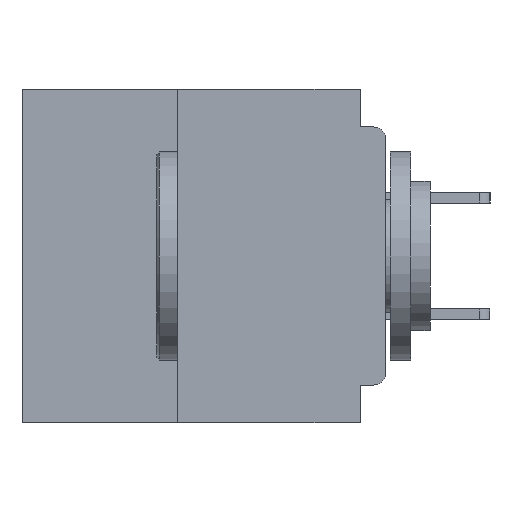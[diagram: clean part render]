
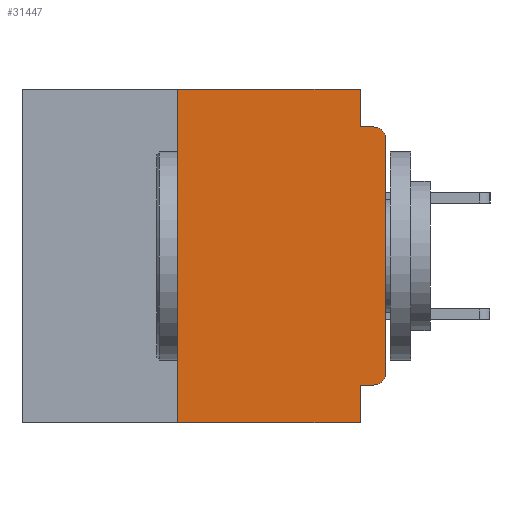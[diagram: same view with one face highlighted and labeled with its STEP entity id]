
A CAD part, left-side view. The second image highlights one B-rep face of the part: STEP entity #31447.
In plain terms, the highlighted planar face has unit normal (-1, 0, 0).
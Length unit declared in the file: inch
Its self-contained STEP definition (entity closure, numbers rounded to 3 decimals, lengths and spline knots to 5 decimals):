
#462 = AXIS2_PLACEMENT_3D ( 'NONE', #23715, #53276, #27947 ) ;
#1540 = CARTESIAN_POINT ( 'NONE',  ( 0., 0.031, 0. ) ) ;
#2313 = DIRECTION ( 'NONE',  ( 0., -1., 0. ) ) ;
#2497 = DIRECTION ( 'NONE',  ( 0., 1., 0. ) ) ;
#3737 = VERTEX_POINT ( 'NONE', #28412 ) ;
#3933 = DIRECTION ( 'NONE',  ( -1., 0., 0. ) ) ;
#4379 = PLANE ( 'NONE',  #16714 ) ;
#4626 = CARTESIAN_POINT ( 'NONE',  ( 0., 0., 0. ) ) ;
#4666 = CARTESIAN_POINT ( 'NONE',  ( 0., 0.015, -0.045 ) ) ;
#6947 = VERTEX_POINT ( 'NONE', #28667 ) ;
#7050 = EDGE_CURVE ( 'NONE', #3737, #11709, #27359, .T. ) ;
#8051 = VECTOR ( 'NONE', #13135, 39.37008 ) ;
#8291 = ORIENTED_EDGE ( 'NONE', *, *, #42441, .F. ) ;
#8516 = EDGE_CURVE ( 'NONE', #52094, #22933, #9527, .T. ) ;
#8684 = DIRECTION ( 'NONE',  ( 1., 0., 0. ) ) ;
#9527 = LINE ( 'NONE', #1540, #20980 ) ;
#11709 = VERTEX_POINT ( 'NONE', #50746 ) ;
#11819 = VERTEX_POINT ( 'NONE', #4666 ) ;
#13135 = DIRECTION ( 'NONE',  ( 0., 0., 1. ) ) ;
#14322 = EDGE_CURVE ( 'NONE', #35660, #40899, #22395, .T. ) ;
#15335 = CARTESIAN_POINT ( 'NONE',  ( 0., 0., -0.355 ) ) ;
#15968 = ORIENTED_EDGE ( 'NONE', *, *, #17175, .T. ) ;
#16372 = DIRECTION ( 'NONE',  ( 0., -1., 0. ) ) ;
#16714 = AXIS2_PLACEMENT_3D ( 'NONE', #21495, #8684, #38575 ) ;
#16765 = EDGE_CURVE ( 'NONE', #22933, #11819, #22733, .T. ) ;
#17056 = VECTOR ( 'NONE', #31157, 39.37008 ) ;
#17175 = EDGE_CURVE ( 'NONE', #35660, #6947, #27983, .T. ) ;
#18863 = ORIENTED_EDGE ( 'NONE', *, *, #22910, .F. ) ;
#19118 = DIRECTION ( 'NONE',  ( 0., -1., 0. ) ) ;
#19666 = AXIS2_PLACEMENT_3D ( 'NONE', #29594, #3933, #33905 ) ;
#20365 = VERTEX_POINT ( 'NONE', #44331 ) ;
#20980 = VECTOR ( 'NONE', #27034, 39.37008 ) ;
#21495 = CARTESIAN_POINT ( 'NONE',  ( 0., 0.437, 0. ) ) ;
#22326 = EDGE_LOOP ( 'NONE', ( #46280, #31278, #36391, #38052, #46823, #36921, #15968, #18863, #8291, #54559 ) ) ;
#22395 = LINE ( 'NONE', #29923, #54790 ) ;
#22399 = VECTOR ( 'NONE', #2497, 39.37008 ) ;
#22733 = LINE ( 'NONE', #46045, #32709 ) ;
#22910 = EDGE_CURVE ( 'NONE', #20365, #6947, #39706, .T. ) ;
#22933 = VERTEX_POINT ( 'NONE', #44104 ) ;
#23715 = CARTESIAN_POINT ( 'NONE',  ( 0., 0.015, -0.06 ) ) ;
#24572 = FACE_OUTER_BOUND ( 'NONE', #22326, .T. ) ;
#27034 = DIRECTION ( 'NONE',  ( 0., 0., -1. ) ) ;
#27328 = CARTESIAN_POINT ( 'NONE',  ( 0., 0., -0.06 ) ) ;
#27359 = CIRCLE ( 'NONE', #19666, 0.015 ) ;
#27947 = DIRECTION ( 'NONE',  ( 0., 0., -1. ) ) ;
#27976 = CARTESIAN_POINT ( 'NONE',  ( 0., 0.437, 0. ) ) ;
#27983 = LINE ( 'NONE', #40308, #36656 ) ;
#28412 = CARTESIAN_POINT ( 'NONE',  ( 0., 0.015, -0.355 ) ) ;
#28667 = CARTESIAN_POINT ( 'NONE',  ( 0., 0.031, -0.4 ) ) ;
#29594 = CARTESIAN_POINT ( 'NONE',  ( 0., 0.015, -0.34 ) ) ;
#29923 = CARTESIAN_POINT ( 'NONE',  ( 0., 0.25, -0.4 ) ) ;
#31157 = DIRECTION ( 'NONE',  ( 0., 0., -1. ) ) ;
#31278 = ORIENTED_EDGE ( 'NONE', *, *, #50886, .T. ) ;
#31447 = ADVANCED_FACE ( 'NONE', ( #24572 ), #4379, .F. ) ;
#32709 = VECTOR ( 'NONE', #16372, 39.37008 ) ;
#33716 = LINE ( 'NONE', #15335, #22399 ) ;
#33905 = DIRECTION ( 'NONE',  ( 0., 0., -1. ) ) ;
#35096 = EDGE_CURVE ( 'NONE', #40899, #52094, #42263, .T. ) ;
#35660 = VERTEX_POINT ( 'NONE', #36221 ) ;
#36221 = CARTESIAN_POINT ( 'NONE',  ( 0., 0.25, -0.4 ) ) ;
#36391 = ORIENTED_EDGE ( 'NONE', *, *, #16765, .F. ) ;
#36656 = VECTOR ( 'NONE', #19118, 39.37008 ) ;
#36921 = ORIENTED_EDGE ( 'NONE', *, *, #14322, .F. ) ;
#38052 = ORIENTED_EDGE ( 'NONE', *, *, #8516, .F. ) ;
#38277 = DIRECTION ( 'NONE',  ( 0., 0., 1. ) ) ;
#38575 = DIRECTION ( 'NONE',  ( 0., 0., -1. ) ) ;
#39500 = CARTESIAN_POINT ( 'NONE',  ( 0., 0.25, 0. ) ) ;
#39706 = LINE ( 'NONE', #52206, #17056 ) ;
#40308 = CARTESIAN_POINT ( 'NONE',  ( 0., 0.437, -0.4 ) ) ;
#40862 = CARTESIAN_POINT ( 'NONE',  ( 0., 0.031, 0. ) ) ;
#40899 = VERTEX_POINT ( 'NONE', #39500 ) ;
#42263 = LINE ( 'NONE', #27976, #43578 ) ;
#42441 = EDGE_CURVE ( 'NONE', #3737, #20365, #33716, .T. ) ;
#43578 = VECTOR ( 'NONE', #2313, 39.37008 ) ;
#44104 = CARTESIAN_POINT ( 'NONE',  ( 0., 0.031, -0.045 ) ) ;
#44229 = VERTEX_POINT ( 'NONE', #27328 ) ;
#44331 = CARTESIAN_POINT ( 'NONE',  ( 0., 0.031, -0.355 ) ) ;
#44794 = CIRCLE ( 'NONE', #462, 0.015 ) ;
#46045 = CARTESIAN_POINT ( 'NONE',  ( 0., 0., -0.045 ) ) ;
#46280 = ORIENTED_EDGE ( 'NONE', *, *, #51919, .T. ) ;
#46823 = ORIENTED_EDGE ( 'NONE', *, *, #35096, .F. ) ;
#50746 = CARTESIAN_POINT ( 'NONE',  ( 0., 0., -0.34 ) ) ;
#50886 = EDGE_CURVE ( 'NONE', #44229, #11819, #44794, .T. ) ;
#51919 = EDGE_CURVE ( 'NONE', #11709, #44229, #54575, .T. ) ;
#52094 = VERTEX_POINT ( 'NONE', #40862 ) ;
#52206 = CARTESIAN_POINT ( 'NONE',  ( 0., 0.031, -0.4 ) ) ;
#53276 = DIRECTION ( 'NONE',  ( -1., 0., 0. ) ) ;
#54559 = ORIENTED_EDGE ( 'NONE', *, *, #7050, .T. ) ;
#54575 = LINE ( 'NONE', #4626, #8051 ) ;
#54790 = VECTOR ( 'NONE', #38277, 39.37008 ) ;
